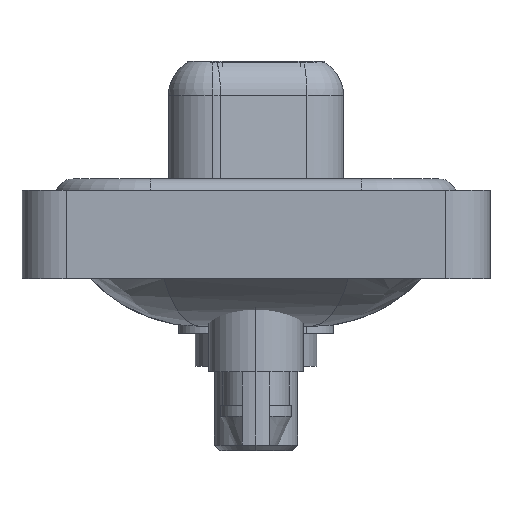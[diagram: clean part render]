
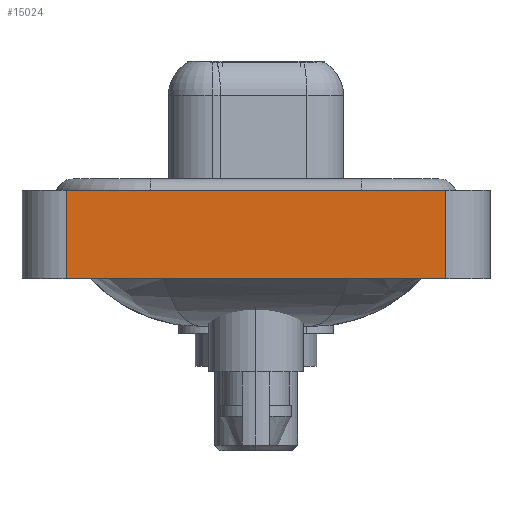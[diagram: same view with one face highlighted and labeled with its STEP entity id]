
A CAD part, left-side view. The second image highlights one B-rep face of the part: STEP entity #15024.
In plain terms, the highlighted planar face has unit normal (-1, 0, 0).
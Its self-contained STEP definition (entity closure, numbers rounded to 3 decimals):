
#306 = DIRECTION ( 'NONE',  ( 0., -1., 0. ) ) ;
#1479 = EDGE_LOOP ( 'NONE', ( #9066, #10010, #13304, #8755 ) ) ;
#1609 = VERTEX_POINT ( 'NONE', #8399 ) ;
#1685 = LINE ( 'NONE', #12274, #5118 ) ;
#2107 = EDGE_CURVE ( 'NONE', #16118, #9353, #1685, .T. ) ;
#3072 = DIRECTION ( 'NONE',  ( 0., 0., 1. ) ) ;
#3336 = DIRECTION ( 'NONE',  ( -1., 0., 0. ) ) ;
#4346 = EDGE_CURVE ( 'NONE', #9353, #10651, #12954, .T. ) ;
#5118 = VECTOR ( 'NONE', #306, 1000. ) ;
#5184 = CARTESIAN_POINT ( 'NONE',  ( -7.35, -8.55, -3.6 ) ) ;
#5393 = AXIS2_PLACEMENT_3D ( 'NONE', #8815, #3336, #3072 ) ;
#5789 = FACE_OUTER_BOUND ( 'NONE', #1479, .T. ) ;
#6402 = DIRECTION ( 'NONE',  ( 0., 0., 1. ) ) ;
#6547 = CARTESIAN_POINT ( 'NONE',  ( -7.35, 8.55, -3.6 ) ) ;
#6716 = LINE ( 'NONE', #16066, #10185 ) ;
#7704 = VECTOR ( 'NONE', #6402, 1000. ) ;
#7720 = CARTESIAN_POINT ( 'NONE',  ( -7.35, 8.55, -3.6 ) ) ;
#8281 = EDGE_CURVE ( 'NONE', #16118, #1609, #10234, .T. ) ;
#8399 = CARTESIAN_POINT ( 'NONE',  ( -7.35, 8.55, 0.4 ) ) ;
#8755 = ORIENTED_EDGE ( 'NONE', *, *, #2107, .T. ) ;
#8815 = CARTESIAN_POINT ( 'NONE',  ( -7.35, -8.55, -3.6 ) ) ;
#9066 = ORIENTED_EDGE ( 'NONE', *, *, #4346, .T. ) ;
#9114 = DIRECTION ( 'NONE',  ( 0., 0., 1. ) ) ;
#9353 = VERTEX_POINT ( 'NONE', #12084 ) ;
#10010 = ORIENTED_EDGE ( 'NONE', *, *, #16303, .F. ) ;
#10048 = VECTOR ( 'NONE', #9114, 1000. ) ;
#10185 = VECTOR ( 'NONE', #12136, 1000. ) ;
#10234 = LINE ( 'NONE', #6547, #10048 ) ;
#10651 = VERTEX_POINT ( 'NONE', #15624 ) ;
#12084 = CARTESIAN_POINT ( 'NONE',  ( -7.35, -8.55, -3.6 ) ) ;
#12136 = DIRECTION ( 'NONE',  ( 0., -1., 0. ) ) ;
#12274 = CARTESIAN_POINT ( 'NONE',  ( -7.35, -8.55, -3.6 ) ) ;
#12350 = PLANE ( 'NONE',  #5393 ) ;
#12954 = LINE ( 'NONE', #5184, #7704 ) ;
#13304 = ORIENTED_EDGE ( 'NONE', *, *, #8281, .F. ) ;
#15024 = ADVANCED_FACE ( 'NONE', ( #5789 ), #12350, .T. ) ;
#15624 = CARTESIAN_POINT ( 'NONE',  ( -7.35, -8.55, 0.4 ) ) ;
#16066 = CARTESIAN_POINT ( 'NONE',  ( -7.35, -8.55, 0.4 ) ) ;
#16118 = VERTEX_POINT ( 'NONE', #7720 ) ;
#16303 = EDGE_CURVE ( 'NONE', #1609, #10651, #6716, .T. ) ;
